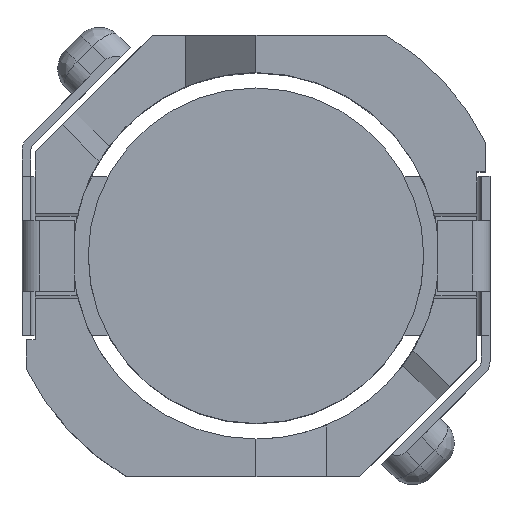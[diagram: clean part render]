
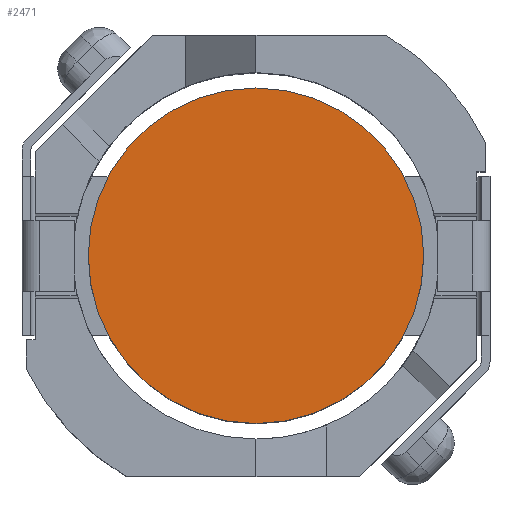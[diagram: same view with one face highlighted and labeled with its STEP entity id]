
A CAD part, top view. The second image highlights one B-rep face of the part: STEP entity #2471.
In plain terms, the highlighted planar face has unit normal (0, 0, 1).
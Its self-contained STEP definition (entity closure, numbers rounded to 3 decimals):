
#255 = ORIENTED_EDGE ( 'NONE', *, *, #1124, .T. ) ;
#354 = CARTESIAN_POINT ( 'NONE',  ( -1.923, -1.923, 2.7 ) ) ;
#463 = AXIS2_PLACEMENT_3D ( 'NONE', #749, #1683, #556 ) ;
#556 = DIRECTION ( 'NONE',  ( 1., 0., 0. ) ) ;
#749 = CARTESIAN_POINT ( 'NONE',  ( 0., 0., 2.7 ) ) ;
#1033 = CIRCLE ( 'NONE', #1599, 1.9 ) ;
#1105 = DIRECTION ( 'NONE',  ( 1., 0., 0. ) ) ;
#1119 = CARTESIAN_POINT ( 'NONE',  ( -1.9, 0., 2.7 ) ) ;
#1124 = EDGE_CURVE ( 'NONE', #1677, #1853, #1033, .T. ) ;
#1355 = CARTESIAN_POINT ( 'NONE',  ( 0., 0., 2.7 ) ) ;
#1476 = ORIENTED_EDGE ( 'NONE', *, *, #1644, .T. ) ;
#1538 = DIRECTION ( 'NONE',  ( 0., 0., 1. ) ) ;
#1599 = AXIS2_PLACEMENT_3D ( 'NONE', #1355, #2231, #1105 ) ;
#1604 = EDGE_LOOP ( 'NONE', ( #1476, #255 ) ) ;
#1644 = EDGE_CURVE ( 'NONE', #1853, #1677, #1930, .T. ) ;
#1677 = VERTEX_POINT ( 'NONE', #2395 ) ;
#1683 = DIRECTION ( 'NONE',  ( 0., 0., 1. ) ) ;
#1759 = FACE_OUTER_BOUND ( 'NONE', #1604, .T. ) ;
#1853 = VERTEX_POINT ( 'NONE', #1119 ) ;
#1930 = CIRCLE ( 'NONE', #463, 1.9 ) ;
#2231 = DIRECTION ( 'NONE',  ( 0., 0., 1. ) ) ;
#2338 = AXIS2_PLACEMENT_3D ( 'NONE', #354, #1538, #2411 ) ;
#2395 = CARTESIAN_POINT ( 'NONE',  ( 1.9, 0., 2.7 ) ) ;
#2411 = DIRECTION ( 'NONE',  ( 1., 0., 0. ) ) ;
#2471 = ADVANCED_FACE ( 'NONE', ( #1759 ), #2635, .T. ) ;
#2635 = PLANE ( 'NONE',  #2338 ) ;
